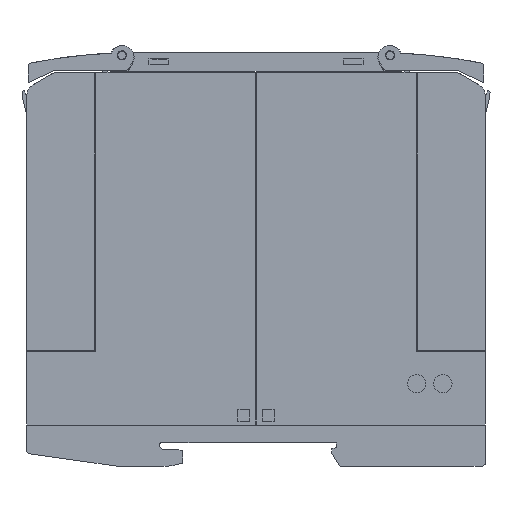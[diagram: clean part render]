
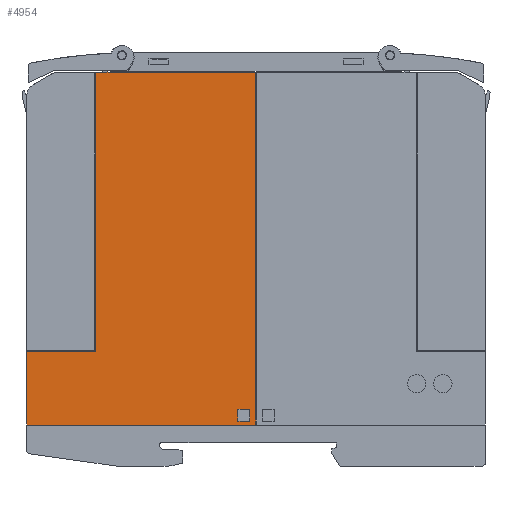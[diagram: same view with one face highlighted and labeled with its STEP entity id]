
A CAD part, left-side view. The second image highlights one B-rep face of the part: STEP entity #4954.
In plain terms, the highlighted planar face has unit normal (-1, 0, 0).
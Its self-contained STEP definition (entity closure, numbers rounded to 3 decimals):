
#4954=ADVANCED_FACE('',(#10087,#10088),#10089,.T.);
#10087=FACE_OUTER_BOUND('',#15259,.T.);
#10088=FACE_BOUND('',#15260,.T.);
#10089=PLANE('',#15261);
#15259=EDGE_LOOP('',(#30956,#30957,#30958,#30959,#30960,#30961));
#15260=EDGE_LOOP('',(#30962,#30963,#30964,#30965));
#15261=AXIS2_PLACEMENT_3D('',#30966,#30967,#30968);
#30956=ORIENTED_EDGE('',*,*,#32179,.T.);
#30957=ORIENTED_EDGE('',*,*,#37529,.F.);
#30958=ORIENTED_EDGE('',*,*,#37515,.T.);
#30959=ORIENTED_EDGE('',*,*,#37536,.T.);
#30960=ORIENTED_EDGE('',*,*,#37539,.T.);
#30961=ORIENTED_EDGE('',*,*,#32200,.T.);
#30962=ORIENTED_EDGE('',*,*,#37521,.T.);
#30963=ORIENTED_EDGE('',*,*,#37500,.T.);
#30964=ORIENTED_EDGE('',*,*,#37508,.T.);
#30965=ORIENTED_EDGE('',*,*,#37525,.T.);
#30966=CARTESIAN_POINT('',(0.0,75.949,9.001));
#30967=DIRECTION('',(-1.0,0.0,0.0));
#30968=DIRECTION('',(0.0,1.0,0.0));
#32179=EDGE_CURVE('',#38959,#38956,#38960,.T.);
#32200=EDGE_CURVE('',#38999,#38959,#39000,.T.);
#37500=EDGE_CURVE('',#46822,#46820,#46823,.T.);
#37508=EDGE_CURVE('',#46820,#46831,#46833,.T.);
#37515=EDGE_CURVE('',#46845,#46843,#46846,.T.);
#37521=EDGE_CURVE('',#46855,#46822,#46856,.T.);
#37525=EDGE_CURVE('',#46831,#46855,#46860,.T.);
#37529=EDGE_CURVE('',#46845,#38956,#46864,.T.);
#37536=EDGE_CURVE('',#46843,#46872,#46874,.T.);
#37539=EDGE_CURVE('',#46872,#38999,#46877,.T.);
#38956=VERTEX_POINT('',#49370);
#38959=VERTEX_POINT('',#49374);
#38960=LINE('',#49375,#49376);
#38999=VERTEX_POINT('',#49434);
#39000=LINE('',#49435,#49436);
#46820=VERTEX_POINT('',#61128);
#46822=VERTEX_POINT('',#61131);
#46823=LINE('',#61132,#61133);
#46831=VERTEX_POINT('',#61145);
#46833=LINE('',#61148,#61149);
#46843=VERTEX_POINT('',#61163);
#46845=VERTEX_POINT('',#61166);
#46846=LINE('',#61167,#61168);
#46855=VERTEX_POINT('',#61181);
#46856=LINE('',#61182,#61183);
#46860=LINE('',#61189,#61190);
#46864=LINE('',#61195,#61196);
#46872=VERTEX_POINT('',#61207);
#46874=LINE('',#61210,#61211);
#46877=LINE('',#61215,#61216);
#49370=CARTESIAN_POINT('',(0.0,100.899,25.101));
#49374=CARTESIAN_POINT('',(0.0,85.799,25.101));
#49375=CARTESIAN_POINT('',(0.0,84.674,25.101));
#49376=VECTOR('',#62396,1.0);
#49434=CARTESIAN_POINT('',(0.0,85.799,85.801));
#49435=CARTESIAN_POINT('',(0.0,85.799,32.226));
#49436=VECTOR('',#62416,1.0);
#61128=CARTESIAN_POINT('',(0.0,54.899,9.801));
#61131=CARTESIAN_POINT('',(0.0,52.299,9.801));
#61132=CARTESIAN_POINT('',(0.0,64.774,9.801));
#61133=VECTOR('',#67369,1.0);
#61145=CARTESIAN_POINT('',(0.0,54.899,12.401));
#61148=CARTESIAN_POINT('',(0.0,54.899,10.051));
#61149=VECTOR('',#67375,1.0);
#61163=CARTESIAN_POINT('',(0.0,50.999,9.001));
#61166=CARTESIAN_POINT('',(0.0,100.899,9.001));
#61167=CARTESIAN_POINT('',(0.0,100.899,9.001));
#61168=VECTOR('',#67381,1.0);
#61181=CARTESIAN_POINT('',(0.0,52.299,12.401));
#61182=CARTESIAN_POINT('',(0.0,52.299,10.051));
#61183=VECTOR('',#67386,1.0);
#61189=CARTESIAN_POINT('',(0.0,64.774,12.401));
#61190=VECTOR('',#67389,1.0);
#61195=CARTESIAN_POINT('',(0.0,100.899,9.001));
#61196=VECTOR('',#67391,1.0);
#61207=CARTESIAN_POINT('',(0.0,50.999,85.801));
#61210=CARTESIAN_POINT('',(0.0,50.999,9.001));
#61211=VECTOR('',#67396,1.0);
#61215=CARTESIAN_POINT('',(0.0,100.899,85.801));
#61216=VECTOR('',#67398,1.0);
#62396=DIRECTION('',(0.0,1.0,0.0));
#62416=DIRECTION('',(0.0,0.0,-1.0));
#67369=DIRECTION('',(0.0,1.0,0.0));
#67375=DIRECTION('',(0.0,0.0,1.0));
#67381=DIRECTION('',(0.0,-1.0,0.0));
#67386=DIRECTION('',(0.0,0.0,-1.0));
#67389=DIRECTION('',(0.0,-1.0,0.0));
#67391=DIRECTION('',(0.0,0.0,1.0));
#67396=DIRECTION('',(0.0,0.0,1.0));
#67398=DIRECTION('',(0.0,1.0,0.0));
